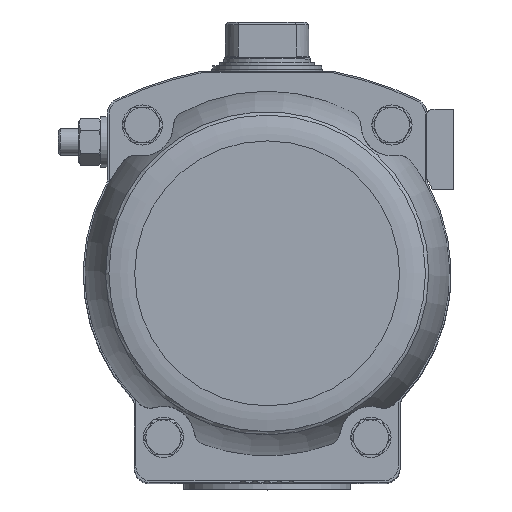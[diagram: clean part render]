
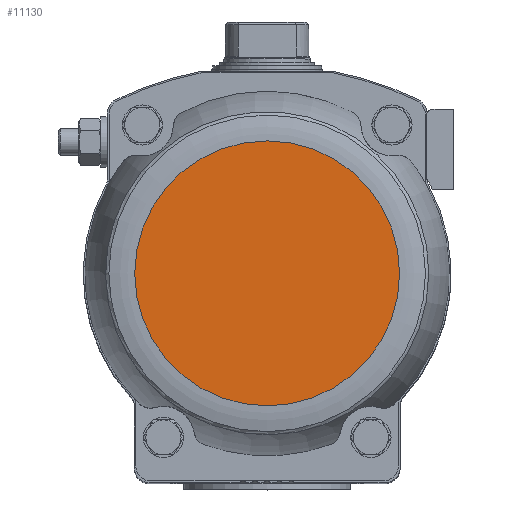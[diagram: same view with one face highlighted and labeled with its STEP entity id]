
A CAD part, top view. The second image highlights one B-rep face of the part: STEP entity #11130.
In plain terms, the highlighted planar face has unit normal (0, 0, 1).
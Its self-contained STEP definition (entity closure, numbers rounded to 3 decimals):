
#455=PLANE('',#12544);
#3681=ORIENTED_EDGE('',*,*,#6107,.T.);
#6107=EDGE_CURVE('',#7477,#7477,#8273,.T.);
#7477=VERTEX_POINT('',#19016);
#8273=CIRCLE('',#12543,79.195);
#9036=EDGE_LOOP('',(#3681));
#10058=FACE_BOUND('',#9036,.T.);
#11130=ADVANCED_FACE('',(#10058),#455,.F.);
#12543=AXIS2_PLACEMENT_3D('',#19015,#14969,#14970);
#12544=AXIS2_PLACEMENT_3D('',#19017,#14971,#14972);
#14969=DIRECTION('',(0.,0.,1.));
#14970=DIRECTION('',(1.,0.,0.));
#14971=DIRECTION('',(0.,0.,-1.));
#14972=DIRECTION('',(-1.,0.,0.));
#19015=CARTESIAN_POINT('',(0.,0.,259.65));
#19016=CARTESIAN_POINT('',(79.195,0.,259.65));
#19017=CARTESIAN_POINT('',(79.195,0.,259.65));
